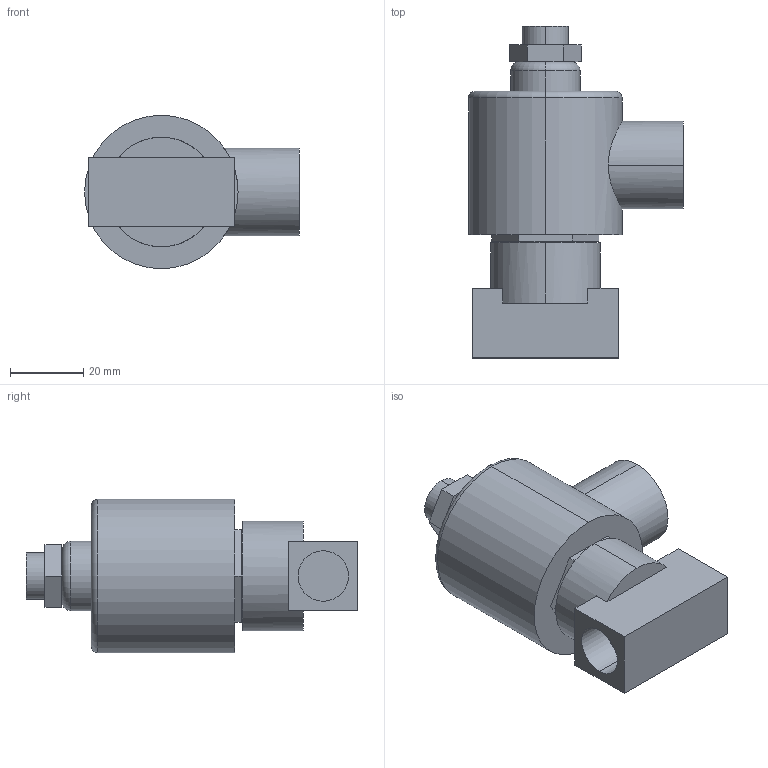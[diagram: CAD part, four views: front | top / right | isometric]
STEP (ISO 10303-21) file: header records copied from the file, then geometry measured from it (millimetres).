
FILE_DESCRIPTION (( 'STEP AP214' ), '1' );
FILE_NAME ('YS302A-9B.STEP', '2025-09-03T06:17:46', ( '' ), ( '' ), 'SwSTEP 2.0', 'SolidWorks 2024', '' );
FILE_SCHEMA (( 'AUTOMOTIVE_DESIGN' ));
Length unit declared in the file: millimetre
Products named in the file (3): ZS302-9_9B; YS302A-9B; AS302A_AS302A
Assembly tree (2 placements, depth 2):
  YS302A-9B
    ZS302-9_9B
    AS302A_AS302A
Bounding box: 58.8 x 90.85 x 42 mm (x, y, z)
Volume: 84201.3 mm3; surface area: 18632.9 mm2
Topology: 2 solids, 2 shells, 63 faces, 138 edges, 88 vertices
Faces by surface type: plane 39, cylinder 20, torus 4
Entity records: 1914 total; most frequent: CARTESIAN_POINT 394, DIRECTION 326, ORIENTED_EDGE 276, EDGE_CURVE 138, AXIS2_PLACEMENT_3D 122, VERTEX_POINT 88, VECTOR 82, LINE 82
